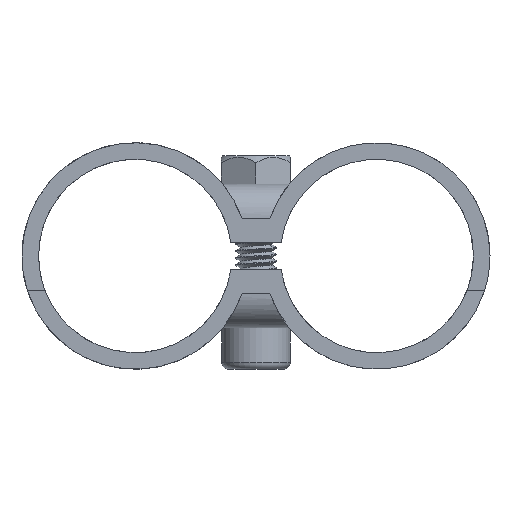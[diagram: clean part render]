
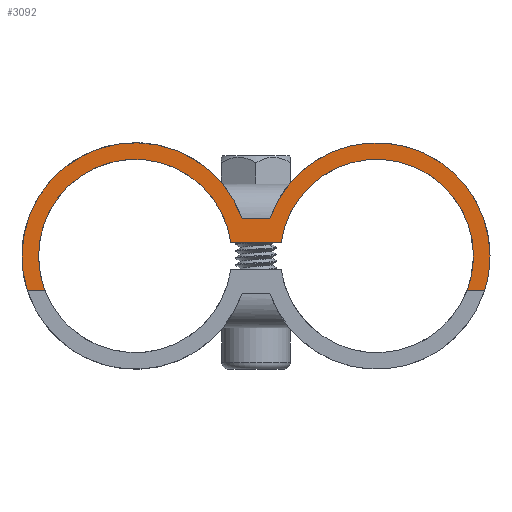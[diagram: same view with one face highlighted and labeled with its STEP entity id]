
A CAD part, front view. The second image highlights one B-rep face of the part: STEP entity #3092.
In plain terms, the highlighted face is planar.
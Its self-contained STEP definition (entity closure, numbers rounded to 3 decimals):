
#56 = EDGE_CURVE ( 'NONE', #1184, #9419, #10078, .T. ) ;
#59 = VECTOR ( 'NONE', #10409, 1000. ) ;
#475 = EDGE_CURVE ( 'NONE', #4521, #7858, #6719, .T. ) ;
#586 = VERTEX_POINT ( 'NONE', #9678 ) ;
#628 = LINE ( 'NONE', #1340, #6235 ) ;
#857 = CARTESIAN_POINT ( 'NONE',  ( -17.5, 16.5, 0. ) ) ;
#905 = CARTESIAN_POINT ( 'NONE',  ( -2.015, 16.5, -5.4 ) ) ;
#1091 = EDGE_CURVE ( 'NONE', #10325, #4521, #8707, .T. ) ;
#1184 = VERTEX_POINT ( 'NONE', #8077 ) ;
#1340 = CARTESIAN_POINT ( 'NONE',  ( -33.119, 16.5, 5. ) ) ;
#1596 = CARTESIAN_POINT ( 'NONE',  ( -30.577, 16.5, 5. ) ) ;
#1634 = CIRCLE ( 'NONE', #7783, 16.4 ) ;
#1891 = FACE_OUTER_BOUND ( 'NONE', #6708, .T. ) ;
#1982 = CARTESIAN_POINT ( 'NONE',  ( 17.5, 16.5, 0. ) ) ;
#1993 = DIRECTION ( 'NONE',  ( 0.944, 0., -0.329 ) ) ;
#2377 = DIRECTION ( 'NONE',  ( 0., 1., 0. ) ) ;
#2532 = VERTEX_POINT ( 'NONE', #8371 ) ;
#2646 = DIRECTION ( 'NONE',  ( 0., -1., 0. ) ) ;
#2738 = DIRECTION ( 'NONE',  ( -0.99, 0., -0.143 ) ) ;
#2849 = CARTESIAN_POINT ( 'NONE',  ( -17.5, 16.5, 0. ) ) ;
#2888 = CIRCLE ( 'NONE', #9046, 16.4 ) ;
#3092 = ADVANCED_FACE ( 'NONE', ( #1891 ), #5346, .T. ) ;
#3186 = VECTOR ( 'NONE', #5348, 1000. ) ;
#3204 = AXIS2_PLACEMENT_3D ( 'NONE', #1982, #6254, #2738 ) ;
#3309 = ORIENTED_EDGE ( 'NONE', *, *, #1091, .T. ) ;
#3606 = CARTESIAN_POINT ( 'NONE',  ( 30.577, 16.5, 5. ) ) ;
#3904 = VECTOR ( 'NONE', #5502, 1000. ) ;
#3908 = CARTESIAN_POINT ( 'NONE',  ( 3.644, 16.5, -2. ) ) ;
#4134 = CARTESIAN_POINT ( 'NONE',  ( 17.5, 16.5, 0. ) ) ;
#4269 = AXIS2_PLACEMENT_3D ( 'NONE', #2849, #6048, #1993 ) ;
#4414 = CARTESIAN_POINT ( 'NONE',  ( 17.5, 16.5, 0. ) ) ;
#4521 = VERTEX_POINT ( 'NONE', #905 ) ;
#4528 = DIRECTION ( 'NONE',  ( 0., 1., 0. ) ) ;
#4566 = CARTESIAN_POINT ( 'NONE',  ( 2.015, 16.5, -5.4 ) ) ;
#4584 = CIRCLE ( 'NONE', #6505, 14. ) ;
#4764 = ORIENTED_EDGE ( 'NONE', *, *, #8072, .T. ) ;
#4840 = DIRECTION ( 'NONE',  ( 0., 1., 0. ) ) ;
#4997 = EDGE_CURVE ( 'NONE', #7858, #8348, #628, .T. ) ;
#5067 = DIRECTION ( 'NONE',  ( 0.952, 0., 0.305 ) ) ;
#5161 = VERTEX_POINT ( 'NONE', #3908 ) ;
#5169 = ORIENTED_EDGE ( 'NONE', *, *, #10228, .F. ) ;
#5187 = VERTEX_POINT ( 'NONE', #9037 ) ;
#5237 = DIRECTION ( 'NONE',  ( 1., 0., 0. ) ) ;
#5346 = PLANE ( 'NONE',  #6745 ) ;
#5348 = DIRECTION ( 'NONE',  ( -1., 0., 0. ) ) ;
#5405 = EDGE_CURVE ( 'NONE', #586, #5187, #2888, .T. ) ;
#5502 = DIRECTION ( 'NONE',  ( 1., 0., 0. ) ) ;
#5781 = ORIENTED_EDGE ( 'NONE', *, *, #475, .T. ) ;
#5887 = CARTESIAN_POINT ( 'NONE',  ( 17.5, 16.5, 0. ) ) ;
#6048 = DIRECTION ( 'NONE',  ( 0., 1., 0. ) ) ;
#6116 = ORIENTED_EDGE ( 'NONE', *, *, #5405, .T. ) ;
#6235 = VECTOR ( 'NONE', #7262, 1000. ) ;
#6254 = DIRECTION ( 'NONE',  ( 0., -1., 0. ) ) ;
#6369 = AXIS2_PLACEMENT_3D ( 'NONE', #4134, #2646, #7532 ) ;
#6505 = AXIS2_PLACEMENT_3D ( 'NONE', #857, #9265, #9382 ) ;
#6708 = EDGE_LOOP ( 'NONE', ( #8725, #10542, #4764, #7428, #5169, #6116, #8923, #3309, #5781, #7977 ) ) ;
#6719 = CIRCLE ( 'NONE', #4269, 16.4 ) ;
#6745 = AXIS2_PLACEMENT_3D ( 'NONE', #6886, #4528, #5237 ) ;
#6886 = CARTESIAN_POINT ( 'NONE',  ( 0., 16.5, 0. ) ) ;
#7016 = CARTESIAN_POINT ( 'NONE',  ( -33.119, 16.5, 5. ) ) ;
#7096 = LINE ( 'NONE', #10265, #3186 ) ;
#7208 = LINE ( 'NONE', #8783, #3904 ) ;
#7262 = DIRECTION ( 'NONE',  ( 1., 0., 0. ) ) ;
#7428 = ORIENTED_EDGE ( 'NONE', *, *, #56, .T. ) ;
#7532 = DIRECTION ( 'NONE',  ( -0.99, 0., -0.143 ) ) ;
#7741 = EDGE_CURVE ( 'NONE', #2532, #5161, #7208, .T. ) ;
#7783 = AXIS2_PLACEMENT_3D ( 'NONE', #4414, #4840, #8087 ) ;
#7858 = VERTEX_POINT ( 'NONE', #7016 ) ;
#7977 = ORIENTED_EDGE ( 'NONE', *, *, #4997, .T. ) ;
#8072 = EDGE_CURVE ( 'NONE', #5161, #1184, #9711, .T. ) ;
#8077 = CARTESIAN_POINT ( 'NONE',  ( 31.5, 16.5, 0. ) ) ;
#8087 = DIRECTION ( 'NONE',  ( 0.952, 0., 0.305 ) ) ;
#8139 = EDGE_CURVE ( 'NONE', #5187, #10325, #1634, .T. ) ;
#8348 = VERTEX_POINT ( 'NONE', #1596 ) ;
#8371 = CARTESIAN_POINT ( 'NONE',  ( -3.644, 16.5, -2. ) ) ;
#8707 = LINE ( 'NONE', #4566, #59 ) ;
#8725 = ORIENTED_EDGE ( 'NONE', *, *, #10901, .T. ) ;
#8783 = CARTESIAN_POINT ( 'NONE',  ( -3.644, 16.5, -2. ) ) ;
#8923 = ORIENTED_EDGE ( 'NONE', *, *, #8139, .T. ) ;
#9037 = CARTESIAN_POINT ( 'NONE',  ( 33.9, 16.5, 0. ) ) ;
#9046 = AXIS2_PLACEMENT_3D ( 'NONE', #5887, #2377, #5067 ) ;
#9265 = DIRECTION ( 'NONE',  ( 0., -1., 0. ) ) ;
#9382 = DIRECTION ( 'NONE',  ( -0.934, 0., 0.357 ) ) ;
#9419 = VERTEX_POINT ( 'NONE', #3606 ) ;
#9593 = CARTESIAN_POINT ( 'NONE',  ( 2.015, 16.5, -5.4 ) ) ;
#9678 = CARTESIAN_POINT ( 'NONE',  ( 33.119, 16.5, 5. ) ) ;
#9711 = CIRCLE ( 'NONE', #6369, 14. ) ;
#10078 = CIRCLE ( 'NONE', #3204, 14. ) ;
#10228 = EDGE_CURVE ( 'NONE', #586, #9419, #7096, .T. ) ;
#10265 = CARTESIAN_POINT ( 'NONE',  ( 33.119, 16.5, 5. ) ) ;
#10325 = VERTEX_POINT ( 'NONE', #9593 ) ;
#10409 = DIRECTION ( 'NONE',  ( -1., 0., 0. ) ) ;
#10542 = ORIENTED_EDGE ( 'NONE', *, *, #7741, .T. ) ;
#10901 = EDGE_CURVE ( 'NONE', #8348, #2532, #4584, .T. ) ;
